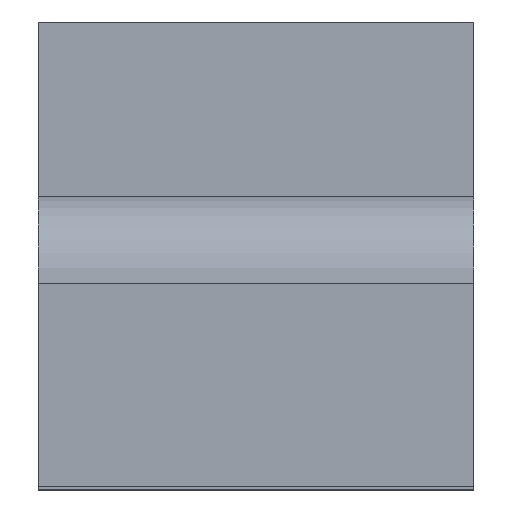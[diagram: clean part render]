
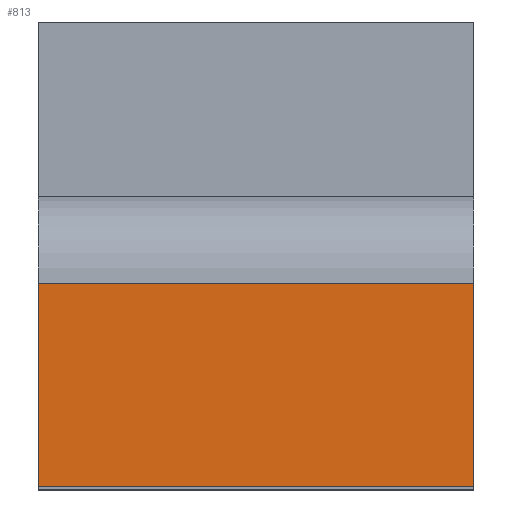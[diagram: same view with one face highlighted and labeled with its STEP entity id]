
A CAD part, top view. The second image highlights one B-rep face of the part: STEP entity #813.
In plain terms, the highlighted planar face has unit normal (0, 0, 1).
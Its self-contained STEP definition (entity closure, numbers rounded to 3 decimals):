
#16 = ORIENTED_EDGE ( 'NONE', *, *, #496, .F. ) ;
#71 = PLANE ( 'NONE',  #679 ) ;
#116 = DIRECTION ( 'NONE',  ( -1., 0., 0. ) ) ;
#118 = CARTESIAN_POINT ( 'NONE',  ( -7.5, -9., 35. ) ) ;
#124 = CARTESIAN_POINT ( 'NONE',  ( 7.5, -16., 35. ) ) ;
#179 = VERTEX_POINT ( 'NONE', #280 ) ;
#208 = LINE ( 'NONE', #124, #548 ) ;
#242 = EDGE_LOOP ( 'NONE', ( #723, #16, #541, #479 ) ) ;
#252 = VERTEX_POINT ( 'NONE', #118 ) ;
#280 = CARTESIAN_POINT ( 'NONE',  ( -7.5, -16., 35. ) ) ;
#289 = EDGE_CURVE ( 'NONE', #394, #252, #840, .T. ) ;
#326 = CARTESIAN_POINT ( 'NONE',  ( 7.5, -16., 35. ) ) ;
#328 = VERTEX_POINT ( 'NONE', #326 ) ;
#391 = VECTOR ( 'NONE', #526, 1000. ) ;
#394 = VERTEX_POINT ( 'NONE', #832 ) ;
#427 = EDGE_CURVE ( 'NONE', #394, #328, #709, .T. ) ;
#438 = VECTOR ( 'NONE', #814, 1000. ) ;
#448 = EDGE_CURVE ( 'NONE', #252, #179, #543, .T. ) ;
#479 = ORIENTED_EDGE ( 'NONE', *, *, #289, .T. ) ;
#496 = EDGE_CURVE ( 'NONE', #328, #179, #208, .T. ) ;
#526 = DIRECTION ( 'NONE',  ( 0., -1., 0. ) ) ;
#528 = CARTESIAN_POINT ( 'NONE',  ( -7.5, -16., 35. ) ) ;
#541 = ORIENTED_EDGE ( 'NONE', *, *, #427, .F. ) ;
#543 = LINE ( 'NONE', #528, #391 ) ;
#548 = VECTOR ( 'NONE', #116, 1000. ) ;
#591 = VECTOR ( 'NONE', #701, 1000. ) ;
#638 = FACE_OUTER_BOUND ( 'NONE', #242, .T. ) ;
#679 = AXIS2_PLACEMENT_3D ( 'NONE', #867, #801, #726 ) ;
#701 = DIRECTION ( 'NONE',  ( 0., -1., 0. ) ) ;
#707 = CARTESIAN_POINT ( 'NONE',  ( 7.5, -16., 35. ) ) ;
#709 = LINE ( 'NONE', #707, #591 ) ;
#723 = ORIENTED_EDGE ( 'NONE', *, *, #448, .T. ) ;
#726 = DIRECTION ( 'NONE',  ( -1., 0., 0. ) ) ;
#801 = DIRECTION ( 'NONE',  ( 0., 0., -1. ) ) ;
#813 = ADVANCED_FACE ( 'NONE', ( #638 ), #71, .F. ) ;
#814 = DIRECTION ( 'NONE',  ( -1., 0., 0. ) ) ;
#819 = CARTESIAN_POINT ( 'NONE',  ( 7.5, -9., 35. ) ) ;
#832 = CARTESIAN_POINT ( 'NONE',  ( 7.5, -9., 35. ) ) ;
#840 = LINE ( 'NONE', #819, #438 ) ;
#867 = CARTESIAN_POINT ( 'NONE',  ( 7.5, -16., 35. ) ) ;
